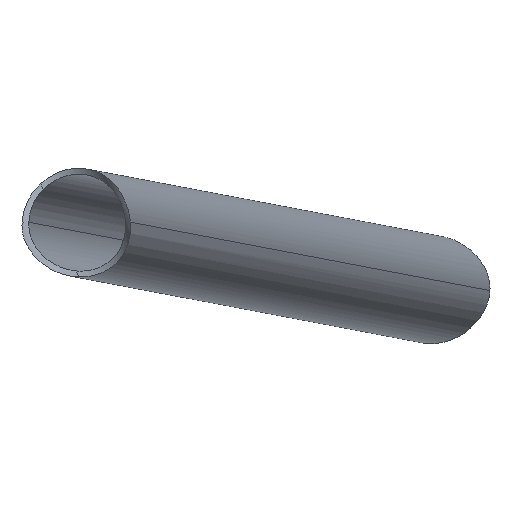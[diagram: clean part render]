
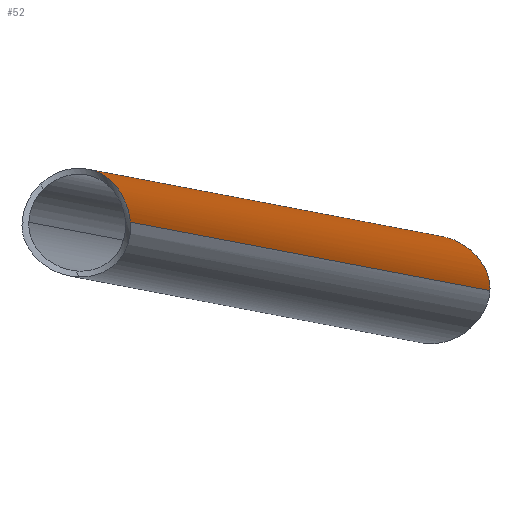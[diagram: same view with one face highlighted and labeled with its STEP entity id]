
A CAD part, left-side view. The second image highlights one B-rep face of the part: STEP entity #52.
In plain terms, the highlighted cylindrical face has radius 14 mm (diameter 28 mm), a partial arc.
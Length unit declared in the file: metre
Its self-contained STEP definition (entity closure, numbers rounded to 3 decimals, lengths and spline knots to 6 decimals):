
#52=ADVANCED_FACE('',(#121),#122,.T.);
#66=EDGE_CURVE('',#142,#143,#144,.F.);
#74=EDGE_CURVE('',#156,#142,#157,.F.);
#76=EDGE_CURVE('',#159,#160,#161,.F.);
#78=EDGE_CURVE('',#160,#163,#164,.F.);
#121=FACE_OUTER_BOUND('',#204,.T.);
#122=CYLINDRICAL_SURFACE('',#205,0.014);
#142=VERTEX_POINT('',#226);
#143=VERTEX_POINT('',#227);
#144=B_SPLINE_CURVE_WITH_KNOTS('',5,(#228,#229,#230,#231,#232,#233,#234,#235,#236,#237,#238,#239,#240,#241,#242),.UNSPECIFIED.,.F.,.F.,(6,3,3,3,6),(-103.321252,-100.727764,-97.807171,-91.968836,-85.850765),.UNSPECIFIED.);
#156=VERTEX_POINT('',#324);
#157=B_SPLINE_CURVE_WITH_KNOTS('',5,(#325,#326,#327,#328,#329,#330,#331,#332,#333,#334,#335,#336,#337,#338,#339,#340,#341,#342,#343,#344,#345,#346,#347,#348,#349,#350,#351,#352,#353,#354,#355,#356,#357,#358,#359,#360),.UNSPECIFIED.,.F.,.F.,(6,3,3,3,3,3,3,3,3,3,3,6),(-85.850765,-78.103749,-69.464815,-63.146096,-57.343869,-54.468376,-52.150807,-48.66651,-45.897453,-42.941756,-40.104016,-35.978748),.UNSPECIFIED.);
#159=VERTEX_POINT('',#363);
#160=VERTEX_POINT('',#364);
#161=B_SPLINE_CURVE_WITH_KNOTS('',5,(#365,#366,#367,#368,#369,#370,#371,#372,#373,#374,#375,#376,#377,#378,#379,#380,#381,#382,#383,#384,#385,#386,#387,#388,#389,#390,#391,#392,#393,#394,#395,#396,#397,#398,#399,#400),.UNSPECIFIED.,.F.,.F.,(6,3,3,3,3,3,3,3,3,3,3,6),(-108.929681,-102.365544,-94.723186,-88.491836,-79.969595,-73.525737,-67.6809,-64.854302,-62.584242,-59.162654,-56.413513,-53.514476),.UNSPECIFIED.);
#163=VERTEX_POINT('',#403);
#164=B_SPLINE_CURVE_WITH_KNOTS('',5,(#404,#405,#406,#407,#408,#409,#410,#411,#412,#413,#414,#415,#416,#417,#418),.UNSPECIFIED.,.F.,.F.,(6,3,3,3,6),(-121.15409,-118.19231,-114.198384,-111.468628,-108.929681),.UNSPECIFIED.);
#204=EDGE_LOOP('',(#695,#696,#697,#698,#699,#700));
#205=AXIS2_PLACEMENT_3D('',#701,#702,#703);
#226=CARTESIAN_POINT('',(-1.4182,0.337627,0.221743));
#227=CARTESIAN_POINT('',(-1.42315,0.342456,0.211852));
#228=CARTESIAN_POINT('',(-1.42315,0.342456,0.211852));
#229=CARTESIAN_POINT('',(-1.422985,0.342436,0.212179));
#230=CARTESIAN_POINT('',(-1.422815,0.342406,0.212503));
#231=CARTESIAN_POINT('',(-1.422642,0.342366,0.212825));
#232=CARTESIAN_POINT('',(-1.422272,0.342262,0.213504));
#233=CARTESIAN_POINT('',(-1.4219,0.342115,0.214173));
#234=CARTESIAN_POINT('',(-1.421703,0.342026,0.214526));
#235=CARTESIAN_POINT('',(-1.421117,0.341724,0.215575));
#236=CARTESIAN_POINT('',(-1.42055,0.34132,0.216602));
#237=CARTESIAN_POINT('',(-1.420188,0.341006,0.217277));
#238=CARTESIAN_POINT('',(-1.419487,0.340271,0.218633));
#239=CARTESIAN_POINT('',(-1.418892,0.339344,0.219922));
#240=CARTESIAN_POINT('',(-1.41862,0.33882,0.220559));
#241=CARTESIAN_POINT('',(-1.418388,0.338247,0.221169));
#242=CARTESIAN_POINT('',(-1.4182,0.337627,0.221743));
#324=CARTESIAN_POINT('',(-1.42463,0.314435,0.211812));
#325=CARTESIAN_POINT('',(-1.4182,0.337627,0.221743));
#326=CARTESIAN_POINT('',(-1.417963,0.336843,0.22247));
#327=CARTESIAN_POINT('',(-1.417797,0.335985,0.223141));
#328=CARTESIAN_POINT('',(-1.417713,0.335059,0.22374));
#329=CARTESIAN_POINT('',(-1.417727,0.332991,0.224823));
#330=CARTESIAN_POINT('',(-1.418139,0.330781,0.225472));
#331=CARTESIAN_POINT('',(-1.418464,0.329608,0.225681));
#332=CARTESIAN_POINT('',(-1.419186,0.327608,0.225818));
#333=CARTESIAN_POINT('',(-1.420129,0.325719,0.225598));
#334=CARTESIAN_POINT('',(-1.42056,0.324946,0.225446));
#335=CARTESIAN_POINT('',(-1.421435,0.323522,0.225047));
#336=CARTESIAN_POINT('',(-1.422379,0.322213,0.22446));
#337=CARTESIAN_POINT('',(-1.422842,0.321614,0.224139));
#338=CARTESIAN_POINT('',(-1.423544,0.320759,0.223602));
#339=CARTESIAN_POINT('',(-1.424245,0.319965,0.222981));
#340=CARTESIAN_POINT('',(-1.424476,0.319708,0.222766));
#341=CARTESIAN_POINT('',(-1.424891,0.319257,0.222361));
#342=CARTESIAN_POINT('',(-1.425295,0.318826,0.221924));
#343=CARTESIAN_POINT('',(-1.425473,0.318637,0.221723));
#344=CARTESIAN_POINT('',(-1.425908,0.318175,0.221203));
#345=CARTESIAN_POINT('',(-1.426314,0.317737,0.220639));
#346=CARTESIAN_POINT('',(-1.426544,0.317482,0.220283));
#347=CARTESIAN_POINT('',(-1.426916,0.317037,0.219612));
#348=CARTESIAN_POINT('',(-1.427187,0.31662,0.218879));
#349=CARTESIAN_POINT('',(-1.427282,0.31644,0.218542));
#350=CARTESIAN_POINT('',(-1.42741,0.316082,0.217823));
#351=CARTESIAN_POINT('',(-1.427387,0.315759,0.217076));
#352=CARTESIAN_POINT('',(-1.427331,0.315605,0.21669));
#353=CARTESIAN_POINT('',(-1.427146,0.315328,0.215939));
#354=CARTESIAN_POINT('',(-1.426842,0.315099,0.215211));
#355=CARTESIAN_POINT('',(-1.426671,0.314998,0.21486));
#356=CARTESIAN_POINT('',(-1.42621,0.314776,0.214017));
#357=CARTESIAN_POINT('',(-1.42567,0.314614,0.213207));
#358=CARTESIAN_POINT('',(-1.425334,0.314537,0.212736));
#359=CARTESIAN_POINT('',(-1.424986,0.314477,0.212271));
#360=CARTESIAN_POINT('',(-1.42463,0.314435,0.211812));
#363=CARTESIAN_POINT('',(-0.638754,0.221406,0.194127));
#364=CARTESIAN_POINT('',(-0.639121,0.247573,0.201512));
#365=CARTESIAN_POINT('',(-0.639121,0.247573,0.201512));
#366=CARTESIAN_POINT('',(-0.639632,0.247216,0.2022));
#367=CARTESIAN_POINT('',(-0.64014,0.246808,0.202863));
#368=CARTESIAN_POINT('',(-0.64064,0.246346,0.2035));
#369=CARTESIAN_POINT('',(-0.641688,0.245229,0.204809));
#370=CARTESIAN_POINT('',(-0.64263,0.243853,0.205942));
#371=CARTESIAN_POINT('',(-0.643096,0.243035,0.206492));
#372=CARTESIAN_POINT('',(-0.643841,0.241421,0.207352));
#373=CARTESIAN_POINT('',(-0.644363,0.239608,0.207922));
#374=CARTESIAN_POINT('',(-0.644547,0.238761,0.208113));
#375=CARTESIAN_POINT('',(-0.644848,0.236705,0.208397));
#376=CARTESIAN_POINT('',(-0.644834,0.234601,0.208285));
#377=CARTESIAN_POINT('',(-0.644718,0.233403,0.208089));
#378=CARTESIAN_POINT('',(-0.644355,0.231376,0.207542));
#379=CARTESIAN_POINT('',(-0.643755,0.229524,0.206691));
#380=CARTESIAN_POINT('',(-0.64346,0.228765,0.206275));
#381=CARTESIAN_POINT('',(-0.642839,0.227393,0.2054));
#382=CARTESIAN_POINT('',(-0.642131,0.22617,0.204383));
#383=CARTESIAN_POINT('',(-0.641779,0.225623,0.20387));
#384=CARTESIAN_POINT('',(-0.641241,0.224862,0.20307));
#385=CARTESIAN_POINT('',(-0.640695,0.224178,0.20221));
#386=CARTESIAN_POINT('',(-0.640517,0.223963,0.201924));
#387=CARTESIAN_POINT('',(-0.640197,0.223591,0.201395));
#388=CARTESIAN_POINT('',(-0.639884,0.223246,0.200845));
#389=CARTESIAN_POINT('',(-0.639747,0.223098,0.200595));
#390=CARTESIAN_POINT('',(-0.639409,0.222742,0.199956));
#391=CARTESIAN_POINT('',(-0.639097,0.222423,0.199286));
#392=CARTESIAN_POINT('',(-0.638922,0.222245,0.198869));
#393=CARTESIAN_POINT('',(-0.638642,0.221954,0.198092));
#394=CARTESIAN_POINT('',(-0.638457,0.221724,0.197269));
#395=CARTESIAN_POINT('',(-0.638399,0.221635,0.196893));
#396=CARTESIAN_POINT('',(-0.638342,0.221485,0.196107));
#397=CARTESIAN_POINT('',(-0.638422,0.221409,0.195312));
#398=CARTESIAN_POINT('',(-0.638502,0.22139,0.194908));
#399=CARTESIAN_POINT('',(-0.638615,0.22139,0.194513));
#400=CARTESIAN_POINT('',(-0.638754,0.221406,0.194127));
#403=CARTESIAN_POINT('',(-0.635218,0.249183,0.194122));
#404=CARTESIAN_POINT('',(-0.635218,0.249183,0.194122));
#405=CARTESIAN_POINT('',(-0.635274,0.24919,0.194537));
#406=CARTESIAN_POINT('',(-0.635368,0.249185,0.194947));
#407=CARTESIAN_POINT('',(-0.635491,0.24917,0.19535));
#408=CARTESIAN_POINT('',(-0.635831,0.249109,0.196272));
#409=CARTESIAN_POINT('',(-0.636266,0.248993,0.19715));
#410=CARTESIAN_POINT('',(-0.636535,0.248908,0.19764));
#411=CARTESIAN_POINT('',(-0.63701,0.248735,0.198446));
#412=CARTESIAN_POINT('',(-0.637511,0.248511,0.199223));
#413=CARTESIAN_POINT('',(-0.637718,0.248412,0.199535));
#414=CARTESIAN_POINT('',(-0.63812,0.248204,0.200126));
#415=CARTESIAN_POINT('',(-0.638529,0.247965,0.200702));
#416=CARTESIAN_POINT('',(-0.638726,0.247842,0.200976));
#417=CARTESIAN_POINT('',(-0.638924,0.247711,0.201246));
#418=CARTESIAN_POINT('',(-0.639121,0.247573,0.201512));
#695=ORIENTED_EDGE('',*,*,#771,.F.);
#696=ORIENTED_EDGE('',*,*,#66,.F.);
#697=ORIENTED_EDGE('',*,*,#74,.F.);
#698=ORIENTED_EDGE('',*,*,#772,.F.);
#699=ORIENTED_EDGE('',*,*,#76,.T.);
#700=ORIENTED_EDGE('',*,*,#78,.T.);
#701=CARTESIAN_POINT('',(-1.031402,0.281984,0.203));
#702=DIRECTION('',(-0.993,0.118,0.022));
#703=DIRECTION('',(0.118,0.993,0.));
#771=EDGE_CURVE('',#143,#163,#788,.T.);
#772=EDGE_CURVE('',#159,#156,#789,.T.);
#788=LINE('',#807,#808);
#789=LINE('',#809,#810);
#807=CARTESIAN_POINT('',(-1.029756,0.295887,0.203));
#808=VECTOR('',#828,1.0);
#809=CARTESIAN_POINT('',(-1.033047,0.268081,0.203));
#810=VECTOR('',#829,1.0);
#828=DIRECTION('',(0.993,-0.118,-0.022));
#829=DIRECTION('',(-0.993,0.118,0.022));
